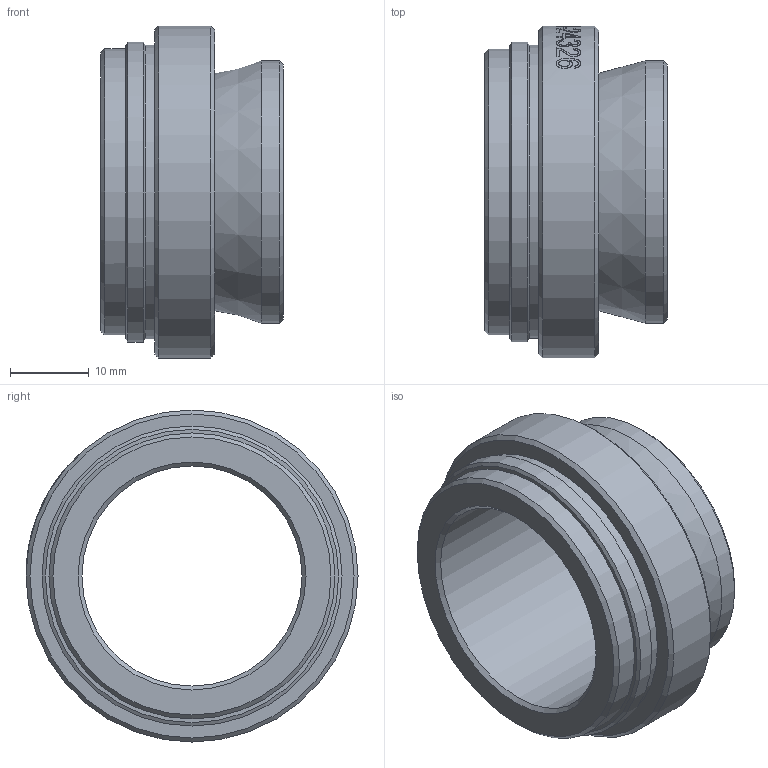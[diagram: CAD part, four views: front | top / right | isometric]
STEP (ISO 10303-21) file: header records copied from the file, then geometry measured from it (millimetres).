
FILE_DESCRIPTION(/* description */ ('ADAPTER, MALE 1.500-32-DOVETAIL'),/* implementation_level */ '2;1');
FILE_NAME(/* name */ '24326_0.stp',/* time_stamp */ '2015-01-19T14:06:58-05:00',/* author */ ('DEROSA'),/* organization */ ('NAVITAR'),/* preprocessor_version */ 'ST-DEVELOPER v15.6',/* originating_system */ 'Autodesk Inventor 2015',/* authorisation */ '');
FILE_SCHEMA (('AUTOMOTIVE_DESIGN { 1 0 10303 214 3 1 1 }'));
Length unit declared in the file: inch
Products named in the file (1): 24326
Bounding box: 23.19 x 42.16 x 42.16 mm (x, y, z)
Volume: 10874.9 mm3; surface area: 6336 mm2
Topology: 1 solids, 1 shells, 113 faces, 287 edges, 188 vertices
Faces by surface type: bspline 57, plane 32, cylinder 15, cone 9
Full cylindrical faces by diameter (mm): 27.94 x1, 33.325 x1, 36.322 x1, 37.241 x1, 38.1 x1, 42.164 x1
Entity records: 16802 total; most frequent: CARTESIAN_POINT 14500, ORIENTED_EDGE 544, DIRECTION 282, EDGE_CURVE 272, VERTEX_POINT 188, EDGE_LOOP 142, B_SPLINE_CURVE_WITH_KNOTS 139, FACE_OUTER_BOUND 113
